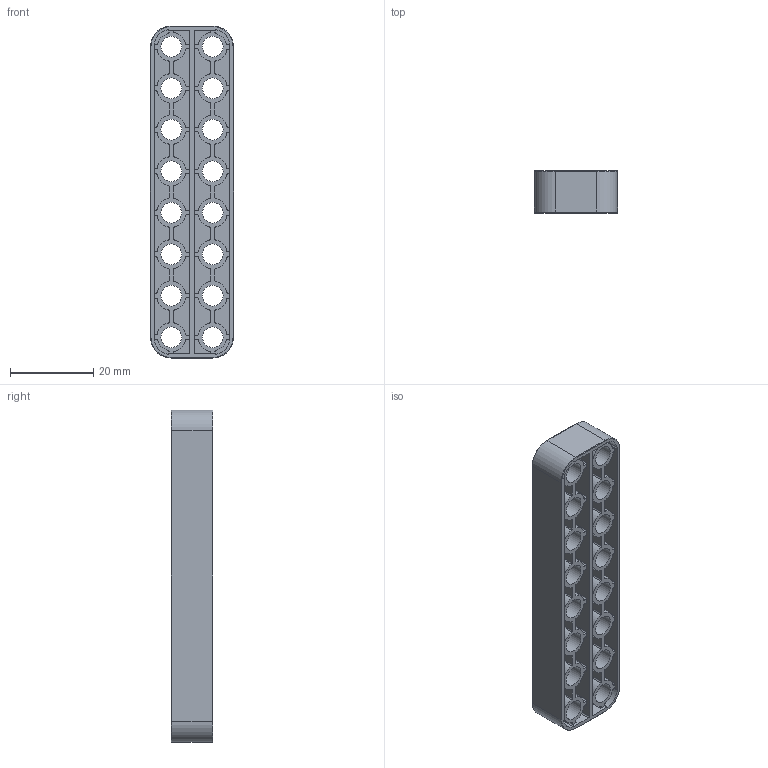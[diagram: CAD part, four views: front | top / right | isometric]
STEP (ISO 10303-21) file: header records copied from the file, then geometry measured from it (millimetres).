
FILE_DESCRIPTION(/* description */ (''),/* implementation_level */ '2;1');
FILE_NAME(/* name */ 'S8x2.stp',/* time_stamp */ '2019-05-05T21:00:48+02:00',/* author */ ('Varga Daniel'),/* organization */ (''),/* preprocessor_version */ 'ST-DEVELOPER v18',/* originating_system */ 'Autodesk Inventor 2020',/* authorisation */ '');
FILE_SCHEMA (('AUTOMOTIVE_DESIGN { 1 0 10303 214 3 1 1 }'));
Length unit declared in the file: millimetre
Products named in the file (1): S8x2
Bounding box: 20 x 10 x 80 mm (x, y, z)
Volume: 6367.2 mm3; surface area: 12332.7 mm2
Topology: 1 solids, 1 shells, 750 faces, 2216 edges, 1472 vertices
Faces by surface type: cylinder 508, plane 234, torus 8
Full cylindrical faces by diameter (mm): 5 x16
Entity records: 25617 total; most frequent: DIRECTION 4758, CARTESIAN_POINT 4439, ORIENTED_EDGE 4432, EDGE_CURVE 2216, AXIS2_PLACEMENT_3D 1791, VERTEX_POINT 1472, LINE 1176, VECTOR 1176
